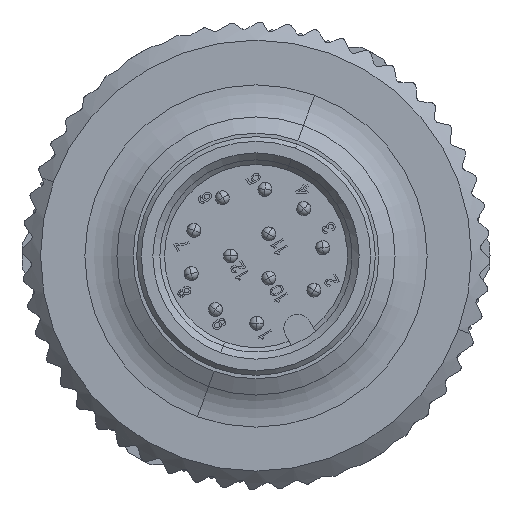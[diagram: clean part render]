
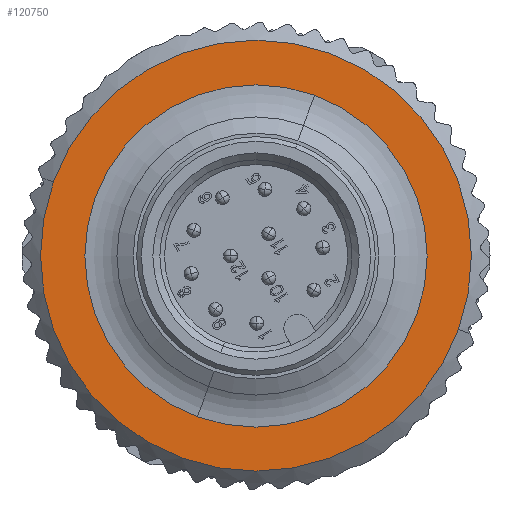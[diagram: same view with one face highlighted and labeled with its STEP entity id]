
A CAD part, left-side view. The second image highlights one B-rep face of the part: STEP entity #120750.
In plain terms, the highlighted planar face has unit normal (-1, 0, 0).
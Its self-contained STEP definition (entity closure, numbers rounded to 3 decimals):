
#120360=CARTESIAN_POINT('',(-7.8,0.013,
-0.006));
#120370=DIRECTION('',(-1.,-0.,0.));
#120380=DIRECTION('',(0.,-0.766,-0.643));
#120390=AXIS2_PLACEMENT_3D('',#120360,#120370,#120380);
#120400=PLANE('',#120390);
#120410=CARTESIAN_POINT('',(-7.8,0.,0.));
#120420=DIRECTION('',(1.,0.,0.));
#120430=DIRECTION('',(0.,0.,-1.));
#120440=AXIS2_PLACEMENT_3D('',#120410,#120420,#120430);
#120450=CIRCLE('',#120440,9.3);
#120460=CARTESIAN_POINT('',(-7.8,0.,-9.3)
);
#120470=VERTEX_POINT('',#120460);
#120480=CARTESIAN_POINT('',(-7.8,0.,9.3))
;
#120490=VERTEX_POINT('',#120480);
#120500=EDGE_CURVE('',#120470,#120490,#120450,.T.);
#120510=ORIENTED_EDGE('',*,*,#120500,.F.);
#120520=EDGE_CURVE('',#120490,#120470,#120450,.T.);
#120530=ORIENTED_EDGE('',*,*,#120520,.F.);
#120540=EDGE_LOOP('',(#120530,#120510));
#120550=FACE_OUTER_BOUND('',#120540,.T.);
#120560=CARTESIAN_POINT('',(-7.8,0.013,-0.006
));
#120570=DIRECTION('',(-1.,0.,0.));
#120580=DIRECTION('',(0.,1.,0.));
#120590=AXIS2_PLACEMENT_3D('',#120560,#120570,#120580);
#120600=CIRCLE('',#120590,7.387);
#120610=CARTESIAN_POINT('',(-7.8,5.672,4.742));
#120620=VERTEX_POINT('',#120610);
#120630=CARTESIAN_POINT('',(-7.8,7.4,-0.006))
;
#120640=VERTEX_POINT('',#120630);
#120650=EDGE_CURVE('',#120620,#120640,#120600,.T.);
#120660=ORIENTED_EDGE('',*,*,#120650,.F.);
#120670=CARTESIAN_POINT('',(-7.8,-7.373,-0.006)
);
#120680=VERTEX_POINT('',#120670);
#120690=EDGE_CURVE('',#120640,#120680,#120600,.T.);
#120700=ORIENTED_EDGE('',*,*,#120690,.F.);
#120710=EDGE_CURVE('',#120680,#120620,#120600,.T.);
#120720=ORIENTED_EDGE('',*,*,#120710,.F.);
#120730=EDGE_LOOP('',(#120720,#120700,#120660));
#120740=FACE_BOUND('',#120730,.T.);
#120750=ADVANCED_FACE('',(#120550,#120740),#120400,.T.);
